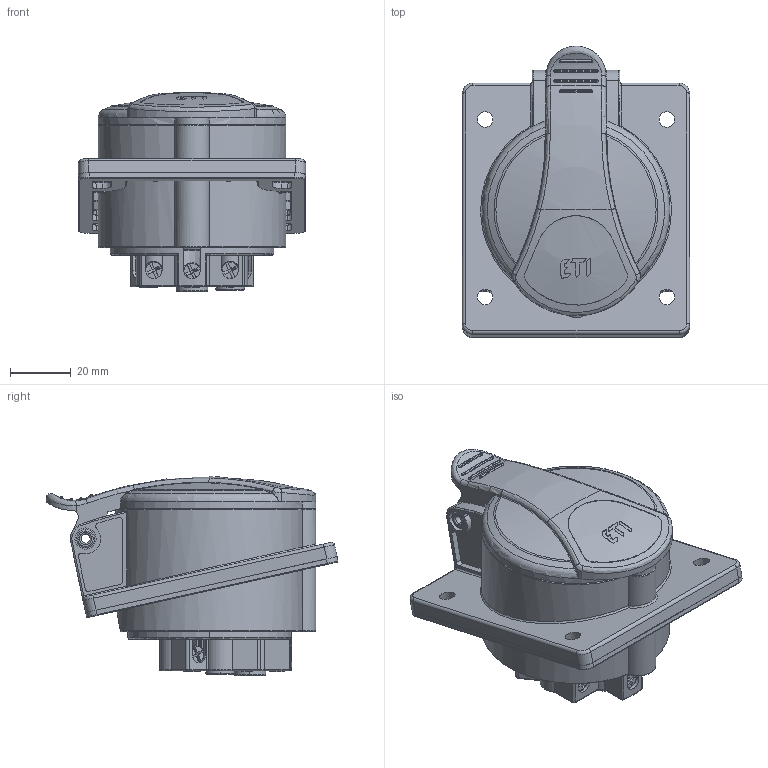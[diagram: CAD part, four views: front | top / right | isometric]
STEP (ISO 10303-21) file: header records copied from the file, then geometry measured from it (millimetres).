
FILE_DESCRIPTION((''),'2;1');
FILE_NAME('EE_1653_-_IEN_1653_MAKETA_ASM','2022-01-03T11:28:35',('marketing.praksa'),('Audax d.o.o.'),'CREO PARAMETRIC BY PTC INC, 2021304','CREO PARAMETRIC BY PTC INC, 2021304','');
FILE_SCHEMA(('AP242_MANAGED_MODEL_BASED_3D_ENGINEERING_MIM_LF { 1 0 10303 442 1 1 4 }'));
Products named in the file (6): VIECKO-1653_1_1; VIECKO-1653_1_2; VIECKO-1653_1_ASM; VIECKO-1653_1_1_1_2; PRT9562; EE_1653_-_IEN_1653_MAKETA_ASM
Assembly tree (5 placements, depth 3):
  EE_1653_-_IEN_1653_MAKETA_ASM
    VIECKO-1653_1_ASM
      VIECKO-1653_1_1
      VIECKO-1653_1_2
    VIECKO-1653_1_1_1_2
    PRT9562
Bounding box: 75 x 96.27 x 65.7 mm (x, y, z)
Volume: 89036.5 mm3; surface area: 88890.3 mm2
Topology: 6 solids, 12 shells, 2581 faces, 7351 edges, 4811 vertices
Faces by surface type: plane 1176, cylinder 684, torus 274, cone 242, bspline 157, sphere 48
Entity records: 135927 total; most frequent: CARTESIAN_POINT 30085, ORIENTED_EDGE 14602, DIRECTION 12971, PRESENTATION_STYLE_ASSIGNMENT 9831, STYLED_ITEM 9831, EDGE_CURVE 7301, CURVE_STYLE 7260, VERTEX_POINT 4811
